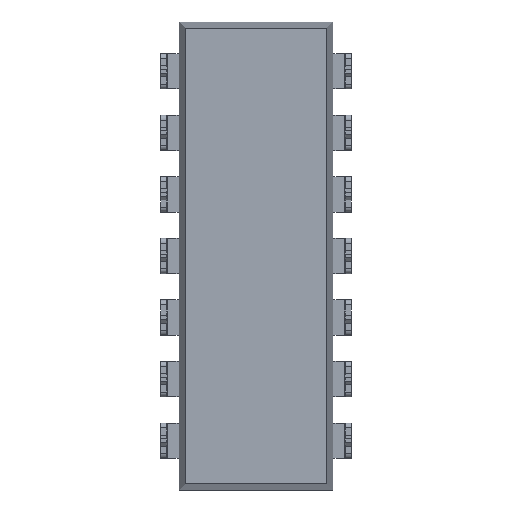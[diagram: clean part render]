
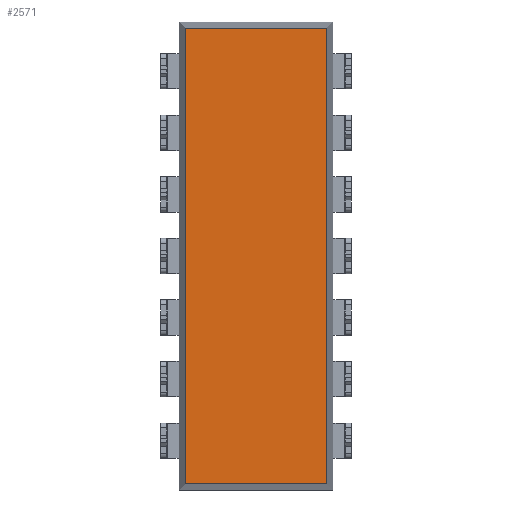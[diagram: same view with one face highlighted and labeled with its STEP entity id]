
A CAD part, front view. The second image highlights one B-rep face of the part: STEP entity #2571.
In plain terms, the highlighted planar face has unit normal (0, -1, 0).
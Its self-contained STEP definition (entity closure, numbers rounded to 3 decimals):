
#418 = CARTESIAN_POINT ( 'NONE',  ( 0., 0.51, 0. ) ) ;
#501 = DIRECTION ( 'NONE',  ( 0., 0., -1. ) ) ;
#673 = EDGE_CURVE ( 'NONE', #7156, #7850, #6339, .T. ) ;
#1048 = ORIENTED_EDGE ( 'NONE', *, *, #7584, .T. ) ;
#1412 = VECTOR ( 'NONE', #4504, 1000. ) ;
#1653 = EDGE_CURVE ( 'NONE', #6903, #7156, #7737, .T. ) ;
#1845 = LINE ( 'NONE', #2608, #1412 ) ;
#2571 = ADVANCED_FACE ( 'NONE', ( #8218 ), #3799, .T. ) ;
#2608 = CARTESIAN_POINT ( 'NONE',  ( 2.91, 0.51, -9.652 ) ) ;
#2624 = CARTESIAN_POINT ( 'NONE',  ( -2.91, 0.51, 9.652 ) ) ;
#2855 = VECTOR ( 'NONE', #5038, 1000. ) ;
#2876 = ORIENTED_EDGE ( 'NONE', *, *, #5580, .T. ) ;
#3423 = AXIS2_PLACEMENT_3D ( 'NONE', #418, #5576, #501 ) ;
#3560 = EDGE_LOOP ( 'NONE', ( #8023, #2876, #1048, #5181 ) ) ;
#3573 = LINE ( 'NONE', #8028, #8038 ) ;
#3799 = PLANE ( 'NONE',  #3423 ) ;
#4504 = DIRECTION ( 'NONE',  ( 0., 0., 1. ) ) ;
#4742 = CARTESIAN_POINT ( 'NONE',  ( 2.91, 0.51, 9.387 ) ) ;
#4767 = VECTOR ( 'NONE', #6081, 1000. ) ;
#5038 = DIRECTION ( 'NONE',  ( 1., 0., 0. ) ) ;
#5156 = VERTEX_POINT ( 'NONE', #4742 ) ;
#5181 = ORIENTED_EDGE ( 'NONE', *, *, #1653, .T. ) ;
#5243 = CARTESIAN_POINT ( 'NONE',  ( 2.91, 0.51, -9.387 ) ) ;
#5515 = DIRECTION ( 'NONE',  ( -1., 0., 0. ) ) ;
#5576 = DIRECTION ( 'NONE',  ( 0., -1., 0. ) ) ;
#5580 = EDGE_CURVE ( 'NONE', #7850, #5156, #1845, .T. ) ;
#6081 = DIRECTION ( 'NONE',  ( 0., 0., -1. ) ) ;
#6339 = LINE ( 'NONE', #8240, #2855 ) ;
#6806 = CARTESIAN_POINT ( 'NONE',  ( -2.91, 0.51, 9.387 ) ) ;
#6903 = VERTEX_POINT ( 'NONE', #6806 ) ;
#7156 = VERTEX_POINT ( 'NONE', #8392 ) ;
#7584 = EDGE_CURVE ( 'NONE', #5156, #6903, #3573, .T. ) ;
#7737 = LINE ( 'NONE', #2624, #4767 ) ;
#7850 = VERTEX_POINT ( 'NONE', #5243 ) ;
#8023 = ORIENTED_EDGE ( 'NONE', *, *, #673, .T. ) ;
#8028 = CARTESIAN_POINT ( 'NONE',  ( 3.175, 0.51, 9.387 ) ) ;
#8038 = VECTOR ( 'NONE', #5515, 1000. ) ;
#8218 = FACE_OUTER_BOUND ( 'NONE', #3560, .T. ) ;
#8240 = CARTESIAN_POINT ( 'NONE',  ( -3.175, 0.51, -9.387 ) ) ;
#8392 = CARTESIAN_POINT ( 'NONE',  ( -2.91, 0.51, -9.387 ) ) ;
